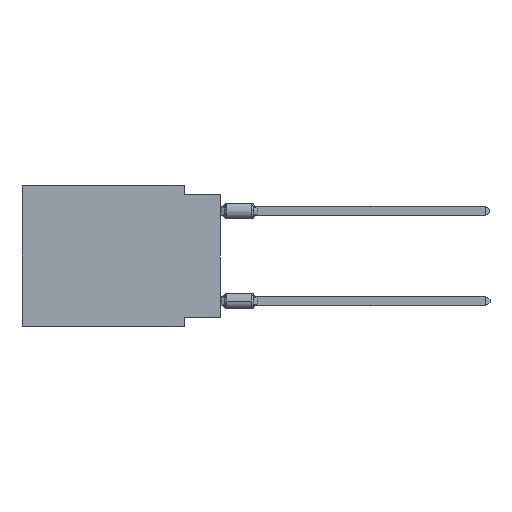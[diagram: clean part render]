
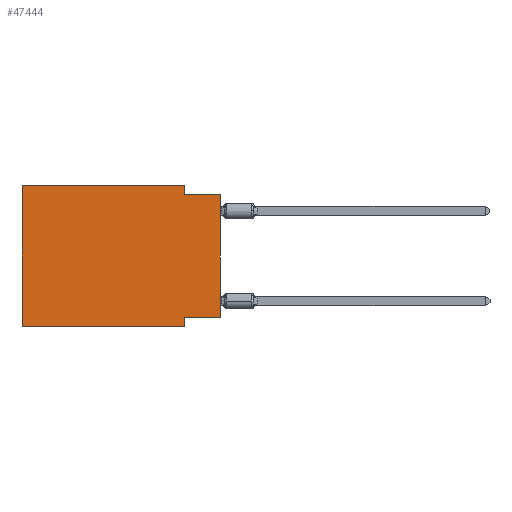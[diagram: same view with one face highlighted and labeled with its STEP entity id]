
A CAD part, left-side view. The second image highlights one B-rep face of the part: STEP entity #47444.
In plain terms, the highlighted planar face has unit normal (-1, 0, 0).
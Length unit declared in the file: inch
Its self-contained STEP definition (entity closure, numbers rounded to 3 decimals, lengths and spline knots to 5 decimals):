
#168 = DIRECTION ( 'NONE',  ( 1., 0., 0. ) ) ;
#1893 = VERTEX_POINT ( 'NONE', #15901 ) ;
#2174 = EDGE_CURVE ( 'NONE', #11537, #1893, #42095, .T. ) ;
#3274 = EDGE_CURVE ( 'NONE', #35150, #48940, #14067, .T. ) ;
#4780 = VERTEX_POINT ( 'NONE', #34897 ) ;
#5412 = EDGE_CURVE ( 'NONE', #6158, #35150, #24781, .T. ) ;
#6132 = DIRECTION ( 'NONE',  ( 0., -1., 0. ) ) ;
#6158 = VERTEX_POINT ( 'NONE', #27551 ) ;
#6511 = DIRECTION ( 'NONE',  ( 0., 0., -1. ) ) ;
#7611 = VECTOR ( 'NONE', #28413, 39.37008 ) ;
#7917 = VECTOR ( 'NONE', #48968, 39.37008 ) ;
#8258 = EDGE_CURVE ( 'NONE', #26684, #48940, #37646, .T. ) ;
#8643 = CARTESIAN_POINT ( 'NONE',  ( 0., 0.55, 0. ) ) ;
#8854 = DIRECTION ( 'NONE',  ( 0., -1., 0. ) ) ;
#9255 = CARTESIAN_POINT ( 'NONE',  ( 0., 0.1, -0.39 ) ) ;
#9800 = EDGE_CURVE ( 'NONE', #11537, #12103, #27614, .T. ) ;
#11537 = VERTEX_POINT ( 'NONE', #24466 ) ;
#12103 = VERTEX_POINT ( 'NONE', #9255 ) ;
#13661 = ORIENTED_EDGE ( 'NONE', *, *, #2174, .F. ) ;
#13880 = ORIENTED_EDGE ( 'NONE', *, *, #5412, .F. ) ;
#14067 = LINE ( 'NONE', #45464, #14662 ) ;
#14662 = VECTOR ( 'NONE', #6132, 39.37008 ) ;
#15521 = CARTESIAN_POINT ( 'NONE',  ( 0., 0., -0.365 ) ) ;
#15896 = EDGE_CURVE ( 'NONE', #4780, #12103, #45842, .T. ) ;
#15901 = CARTESIAN_POINT ( 'NONE',  ( 0., 0.55, 0. ) ) ;
#16734 = VECTOR ( 'NONE', #26647, 39.37008 ) ;
#16808 = CARTESIAN_POINT ( 'NONE',  ( 0., 0.55, -0.39 ) ) ;
#18556 = CARTESIAN_POINT ( 'NONE',  ( 0., 0.1, -0.39 ) ) ;
#19371 = LINE ( 'NONE', #46664, #20821 ) ;
#20062 = ORIENTED_EDGE ( 'NONE', *, *, #9800, .T. ) ;
#20821 = VECTOR ( 'NONE', #27096, 39.37008 ) ;
#22850 = ORIENTED_EDGE ( 'NONE', *, *, #15896, .F. ) ;
#24466 = CARTESIAN_POINT ( 'NONE',  ( 0., 0.55, -0.39 ) ) ;
#24781 = LINE ( 'NONE', #44344, #31566 ) ;
#26647 = DIRECTION ( 'NONE',  ( 0., 0., 1. ) ) ;
#26684 = VERTEX_POINT ( 'NONE', #15521 ) ;
#27096 = DIRECTION ( 'NONE',  ( 0., 1., 0. ) ) ;
#27551 = CARTESIAN_POINT ( 'NONE',  ( 0., 0.1, 0. ) ) ;
#27614 = LINE ( 'NONE', #16808, #44989 ) ;
#28413 = DIRECTION ( 'NONE',  ( 0., -1., 0. ) ) ;
#28910 = LINE ( 'NONE', #8643, #7611 ) ;
#30000 = CARTESIAN_POINT ( 'NONE',  ( 0., 0.55, 0. ) ) ;
#30508 = EDGE_CURVE ( 'NONE', #26684, #4780, #19371, .T. ) ;
#30763 = AXIS2_PLACEMENT_3D ( 'NONE', #43101, #168, #31529 ) ;
#31529 = DIRECTION ( 'NONE',  ( 0., 0., -1. ) ) ;
#31566 = VECTOR ( 'NONE', #41254, 39.37008 ) ;
#32322 = CARTESIAN_POINT ( 'NONE',  ( 0., 0.1, -0.025 ) ) ;
#34897 = CARTESIAN_POINT ( 'NONE',  ( 0., 0.1, -0.365 ) ) ;
#35150 = VERTEX_POINT ( 'NONE', #32322 ) ;
#37646 = LINE ( 'NONE', #44604, #7917 ) ;
#38053 = ORIENTED_EDGE ( 'NONE', *, *, #8258, .T. ) ;
#39151 = EDGE_LOOP ( 'NONE', ( #38053, #46595, #13880, #45535, #13661, #20062, #22850, #40635 ) ) ;
#39788 = PLANE ( 'NONE',  #30763 ) ;
#40635 = ORIENTED_EDGE ( 'NONE', *, *, #30508, .F. ) ;
#41254 = DIRECTION ( 'NONE',  ( 0., 0., -1. ) ) ;
#42012 = VECTOR ( 'NONE', #6511, 39.37008 ) ;
#42095 = LINE ( 'NONE', #30000, #16734 ) ;
#43101 = CARTESIAN_POINT ( 'NONE',  ( 0., 0.55, 0. ) ) ;
#44344 = CARTESIAN_POINT ( 'NONE',  ( 0., 0.1, 0. ) ) ;
#44604 = CARTESIAN_POINT ( 'NONE',  ( 0., 0., 0. ) ) ;
#44989 = VECTOR ( 'NONE', #8854, 39.37008 ) ;
#45464 = CARTESIAN_POINT ( 'NONE',  ( 0., 0., -0.025 ) ) ;
#45535 = ORIENTED_EDGE ( 'NONE', *, *, #50804, .F. ) ;
#45842 = LINE ( 'NONE', #18556, #42012 ) ;
#46503 = CARTESIAN_POINT ( 'NONE',  ( 0., 0., -0.025 ) ) ;
#46595 = ORIENTED_EDGE ( 'NONE', *, *, #3274, .F. ) ;
#46664 = CARTESIAN_POINT ( 'NONE',  ( 0., 0., -0.365 ) ) ;
#46954 = FACE_OUTER_BOUND ( 'NONE', #39151, .T. ) ;
#47444 = ADVANCED_FACE ( 'NONE', ( #46954 ), #39788, .F. ) ;
#48940 = VERTEX_POINT ( 'NONE', #46503 ) ;
#48968 = DIRECTION ( 'NONE',  ( 0., 0., 1. ) ) ;
#50804 = EDGE_CURVE ( 'NONE', #1893, #6158, #28910, .T. ) ;
